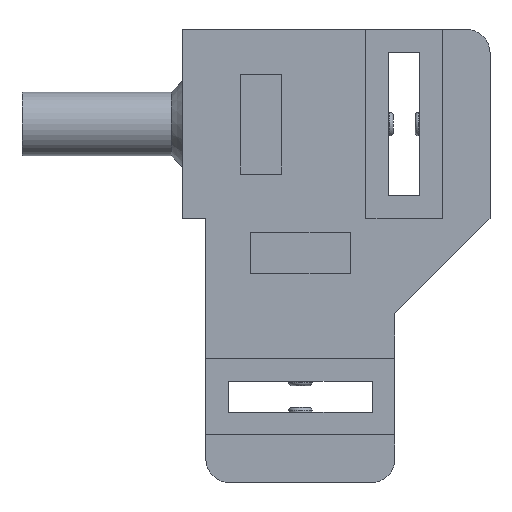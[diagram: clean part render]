
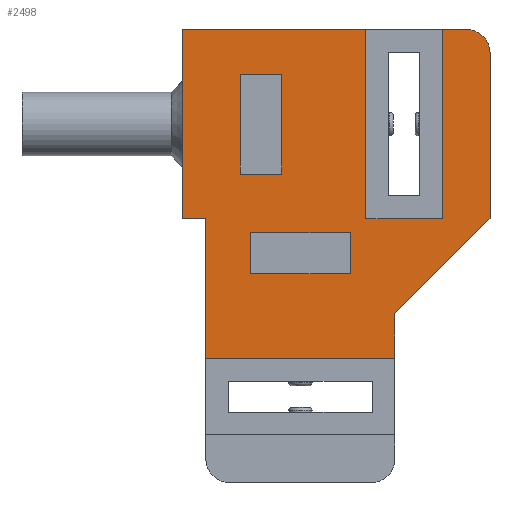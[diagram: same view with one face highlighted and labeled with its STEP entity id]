
A CAD part, front view. The second image highlights one B-rep face of the part: STEP entity #2498.
In plain terms, the highlighted planar face has unit normal (0, -1, 0).
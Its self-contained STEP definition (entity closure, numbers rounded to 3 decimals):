
#28=FACE_BOUND('',#352,.T.);
#29=FACE_BOUND('',#353,.T.);
#72=PLANE('',#2673);
#214=FACE_OUTER_BOUND('',#351,.T.);
#351=EDGE_LOOP('',(#1929,#1930,#1931,#1932,#1933,#1934,#1935,#1936,#1937,
#1938,#1939,#1940,#1941));
#352=EDGE_LOOP('',(#1942,#1943,#1944,#1945));
#353=EDGE_LOOP('',(#1946,#1947,#1948,#1949));
#459=LINE('',#3504,#758);
#505=LINE('',#3622,#804);
#539=LINE('',#3742,#838);
#549=LINE('',#3760,#848);
#550=LINE('',#3762,#849);
#551=LINE('',#3764,#850);
#552=LINE('',#3766,#851);
#553=LINE('',#3767,#852);
#554=LINE('',#3769,#853);
#555=LINE('',#3770,#854);
#556=LINE('',#3772,#855);
#557=LINE('',#3773,#856);
#558=LINE('',#3776,#857);
#559=LINE('',#3778,#858);
#560=LINE('',#3780,#859);
#561=LINE('',#3781,#860);
#562=LINE('',#3784,#861);
#563=LINE('',#3786,#862);
#564=LINE('',#3788,#863);
#565=LINE('',#3789,#864);
#758=VECTOR('',#2806,10.);
#804=VECTOR('',#2906,10.);
#838=VECTOR('',#3036,10.);
#848=VECTOR('',#3052,10.);
#849=VECTOR('',#3053,10.);
#850=VECTOR('',#3054,10.);
#851=VECTOR('',#3055,10.);
#852=VECTOR('',#3056,10.);
#853=VECTOR('',#3057,10.);
#854=VECTOR('',#3058,10.);
#855=VECTOR('',#3059,10.);
#856=VECTOR('',#3060,10.);
#857=VECTOR('',#3061,10.);
#858=VECTOR('',#3062,10.);
#859=VECTOR('',#3063,10.);
#860=VECTOR('',#3064,10.);
#861=VECTOR('',#3065,10.);
#862=VECTOR('',#3066,10.);
#863=VECTOR('',#3067,10.);
#864=VECTOR('',#3068,10.);
#1067=CIRCLE('',#2620,2.);
#1123=VERTEX_POINT('',#3501);
#1124=VERTEX_POINT('',#3503);
#1167=VERTEX_POINT('',#3614);
#1168=VERTEX_POINT('',#3615);
#1169=VERTEX_POINT('',#3621);
#1206=VERTEX_POINT('',#3739);
#1207=VERTEX_POINT('',#3741);
#1212=VERTEX_POINT('',#3759);
#1213=VERTEX_POINT('',#3761);
#1214=VERTEX_POINT('',#3763);
#1215=VERTEX_POINT('',#3765);
#1216=VERTEX_POINT('',#3768);
#1217=VERTEX_POINT('',#3771);
#1218=VERTEX_POINT('',#3774);
#1219=VERTEX_POINT('',#3775);
#1220=VERTEX_POINT('',#3777);
#1221=VERTEX_POINT('',#3779);
#1222=VERTEX_POINT('',#3782);
#1223=VERTEX_POINT('',#3783);
#1224=VERTEX_POINT('',#3785);
#1225=VERTEX_POINT('',#3787);
#1366=EDGE_CURVE('',#1124,#1123,#459,.T.);
#1420=EDGE_CURVE('',#1167,#1168,#1067,.T.);
#1424=EDGE_CURVE('',#1169,#1168,#505,.T.);
#1481=EDGE_CURVE('',#1207,#1206,#539,.T.);
#1491=EDGE_CURVE('',#1167,#1212,#549,.T.);
#1492=EDGE_CURVE('',#1212,#1213,#550,.T.);
#1493=EDGE_CURVE('',#1213,#1214,#551,.T.);
#1494=EDGE_CURVE('',#1214,#1215,#552,.T.);
#1495=EDGE_CURVE('',#1215,#1124,#553,.T.);
#1496=EDGE_CURVE('',#1123,#1216,#554,.T.);
#1497=EDGE_CURVE('',#1216,#1207,#555,.T.);
#1498=EDGE_CURVE('',#1206,#1217,#556,.T.);
#1499=EDGE_CURVE('',#1217,#1169,#557,.T.);
#1500=EDGE_CURVE('',#1218,#1219,#558,.T.);
#1501=EDGE_CURVE('',#1219,#1220,#559,.T.);
#1502=EDGE_CURVE('',#1220,#1221,#560,.T.);
#1503=EDGE_CURVE('',#1221,#1218,#561,.T.);
#1504=EDGE_CURVE('',#1222,#1223,#562,.T.);
#1505=EDGE_CURVE('',#1223,#1224,#563,.T.);
#1506=EDGE_CURVE('',#1224,#1225,#564,.T.);
#1507=EDGE_CURVE('',#1225,#1222,#565,.T.);
#1929=ORIENTED_EDGE('',*,*,#1420,.F.);
#1930=ORIENTED_EDGE('',*,*,#1491,.T.);
#1931=ORIENTED_EDGE('',*,*,#1492,.T.);
#1932=ORIENTED_EDGE('',*,*,#1493,.T.);
#1933=ORIENTED_EDGE('',*,*,#1494,.T.);
#1934=ORIENTED_EDGE('',*,*,#1495,.T.);
#1935=ORIENTED_EDGE('',*,*,#1366,.T.);
#1936=ORIENTED_EDGE('',*,*,#1496,.T.);
#1937=ORIENTED_EDGE('',*,*,#1497,.T.);
#1938=ORIENTED_EDGE('',*,*,#1481,.T.);
#1939=ORIENTED_EDGE('',*,*,#1498,.T.);
#1940=ORIENTED_EDGE('',*,*,#1499,.T.);
#1941=ORIENTED_EDGE('',*,*,#1424,.T.);
#1942=ORIENTED_EDGE('',*,*,#1500,.T.);
#1943=ORIENTED_EDGE('',*,*,#1501,.T.);
#1944=ORIENTED_EDGE('',*,*,#1502,.T.);
#1945=ORIENTED_EDGE('',*,*,#1503,.T.);
#1946=ORIENTED_EDGE('',*,*,#1504,.T.);
#1947=ORIENTED_EDGE('',*,*,#1505,.T.);
#1948=ORIENTED_EDGE('',*,*,#1506,.T.);
#1949=ORIENTED_EDGE('',*,*,#1507,.T.);
#2498=ADVANCED_FACE('',(#214,#28,#29),#72,.T.);
#2620=AXIS2_PLACEMENT_3D('',#3616,#2898,#2899);
#2673=AXIS2_PLACEMENT_3D('',#3758,#3050,#3051);
#2806=DIRECTION('',(0.,0.,-1.));
#2898=DIRECTION('center_axis',(0.,1.,0.));
#2899=DIRECTION('ref_axis',(0.707,0.,0.707));
#2906=DIRECTION('',(0.,0.,1.));
#3036=DIRECTION('',(1.,0.,0.));
#3050=DIRECTION('center_axis',(0.,-1.,0.));
#3051=DIRECTION('ref_axis',(0.,0.,-1.));
#3052=DIRECTION('',(-1.,0.,0.));
#3053=DIRECTION('',(0.,0.,-1.));
#3054=DIRECTION('',(-1.,0.,0.));
#3055=DIRECTION('',(0.,0.,1.));
#3056=DIRECTION('',(-1.,0.,0.));
#3057=DIRECTION('',(1.,0.,0.));
#3058=DIRECTION('',(0.,0.,-1.));
#3059=DIRECTION('',(0.,0.,1.));
#3060=DIRECTION('',(0.707,0.,0.707));
#3061=DIRECTION('',(-1.,0.,0.));
#3062=DIRECTION('',(0.,0.,1.));
#3063=DIRECTION('',(1.,0.,0.));
#3064=DIRECTION('',(0.,0.,-1.));
#3065=DIRECTION('',(-1.,0.,0.));
#3066=DIRECTION('',(0.,0.,1.));
#3067=DIRECTION('',(1.,0.,0.));
#3068=DIRECTION('',(0.,0.,-1.));
#3501=CARTESIAN_POINT('',(-10.877,-12.867,19.958));
#3503=CARTESIAN_POINT('',(-10.877,-12.867,36.258));
#3504=CARTESIAN_POINT('',(-10.877,-12.867,26.495));
#3614=CARTESIAN_POINT('',(13.623,-12.867,36.258));
#3615=CARTESIAN_POINT('',(15.623,-12.867,34.258));
#3616=CARTESIAN_POINT('Origin',(13.623,-12.867,34.258));
#3621=CARTESIAN_POINT('',(15.623,-12.867,19.958));
#3622=CARTESIAN_POINT('',(15.623,-12.867,18.345));
#3739=CARTESIAN_POINT('',(7.423,-12.867,7.908));
#3741=CARTESIAN_POINT('',(-8.877,-12.867,7.908));
#3742=CARTESIAN_POINT('',(4.898,-12.867,7.908));
#3758=CARTESIAN_POINT('Origin',(2.373,-12.867,16.733));
#3759=CARTESIAN_POINT('',(11.523,-12.867,36.258));
#3760=CARTESIAN_POINT('',(8.998,-12.867,36.258));
#3761=CARTESIAN_POINT('',(11.523,-12.867,19.958));
#3762=CARTESIAN_POINT('',(11.523,-12.867,18.345));
#3763=CARTESIAN_POINT('',(4.923,-12.867,19.958));
#3764=CARTESIAN_POINT('',(3.648,-12.867,19.958));
#3765=CARTESIAN_POINT('',(4.923,-12.867,36.258));
#3766=CARTESIAN_POINT('',(4.923,-12.867,26.495));
#3767=CARTESIAN_POINT('',(8.998,-12.867,36.258));
#3768=CARTESIAN_POINT('',(-8.877,-12.867,19.958));
#3769=CARTESIAN_POINT('',(-4.252,-12.867,19.958));
#3770=CARTESIAN_POINT('',(-8.877,-12.867,18.345));
#3771=CARTESIAN_POINT('',(7.423,-12.867,11.758));
#3772=CARTESIAN_POINT('',(7.423,-12.867,6.97));
#3773=CARTESIAN_POINT('',(7.404,-12.867,11.739));
#3774=CARTESIAN_POINT('',(3.583,-12.867,15.188));
#3775=CARTESIAN_POINT('',(-5.037,-12.867,15.188));
#3776=CARTESIAN_POINT('',(2.978,-12.867,15.188));
#3777=CARTESIAN_POINT('',(-5.037,-12.867,18.728));
#3778=CARTESIAN_POINT('',(-5.037,-12.867,15.96));
#3779=CARTESIAN_POINT('',(3.583,-12.867,18.728));
#3780=CARTESIAN_POINT('',(-1.332,-12.867,18.728));
#3781=CARTESIAN_POINT('',(3.583,-12.867,17.73));
#3782=CARTESIAN_POINT('',(-2.357,-12.867,23.798));
#3783=CARTESIAN_POINT('',(-5.897,-12.867,23.798));
#3784=CARTESIAN_POINT('',(0.008,-12.867,23.798));
#3785=CARTESIAN_POINT('',(-5.897,-12.867,32.418));
#3786=CARTESIAN_POINT('',(-5.897,-12.867,20.265));
#3787=CARTESIAN_POINT('',(-2.357,-12.867,32.418));
#3788=CARTESIAN_POINT('',(-1.762,-12.867,32.418));
#3789=CARTESIAN_POINT('',(-2.357,-12.867,24.575));
